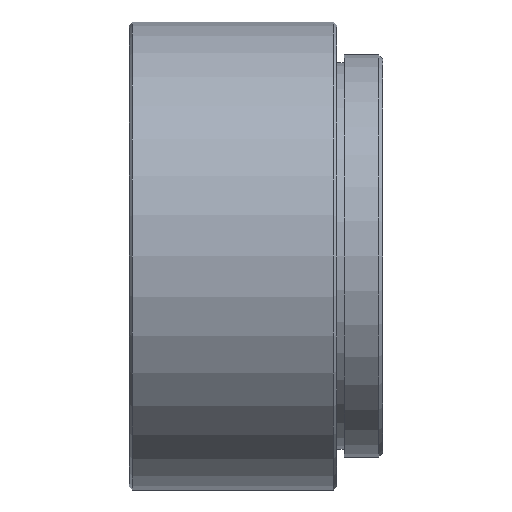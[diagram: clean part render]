
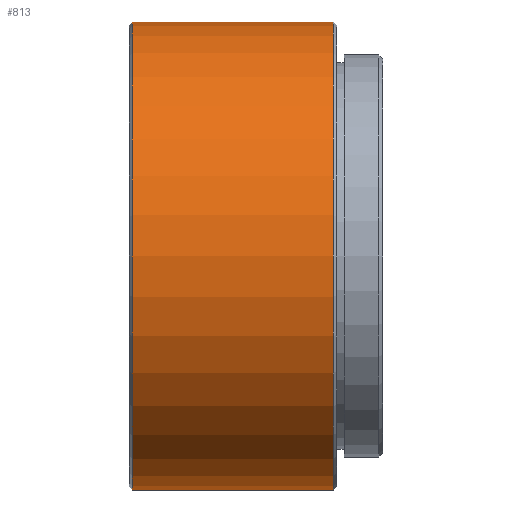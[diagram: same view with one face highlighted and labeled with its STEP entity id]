
A CAD part, front view. The second image highlights one B-rep face of the part: STEP entity #813.
In plain terms, the highlighted cylindrical face has radius 15.25 mm (diameter 30.5 mm), a partial arc.
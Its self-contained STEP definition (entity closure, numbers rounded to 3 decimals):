
#48 = CIRCLE ( 'NONE', #1620, 15.25 ) ;
#67 = VERTEX_POINT ( 'NONE', #432 ) ;
#73 = CARTESIAN_POINT ( 'NONE',  ( 3.526, -20.109, -15.25 ) ) ;
#82 = DIRECTION ( 'NONE',  ( -1., 0., 0. ) ) ;
#103 = ORIENTED_EDGE ( 'NONE', *, *, #550, .T. ) ;
#105 = VERTEX_POINT ( 'NONE', #1190 ) ;
#231 = VERTEX_POINT ( 'NONE', #964 ) ;
#247 = DIRECTION ( 'NONE',  ( 1., 0., 0. ) ) ;
#293 = CYLINDRICAL_SURFACE ( 'NONE', #1356, 15.25 ) ;
#381 = CIRCLE ( 'NONE', #758, 15.25 ) ;
#432 = CARTESIAN_POINT ( 'NONE',  ( -9.774, -20.109, -15.25 ) ) ;
#465 = LINE ( 'NONE', #73, #576 ) ;
#513 = CARTESIAN_POINT ( 'NONE',  ( -9.774, -20.109, 0. ) ) ;
#533 = ORIENTED_EDGE ( 'NONE', *, *, #1483, .T. ) ;
#550 = EDGE_CURVE ( 'NONE', #105, #1021, #48, .T. ) ;
#576 = VECTOR ( 'NONE', #82, 1000. ) ;
#688 = ORIENTED_EDGE ( 'NONE', *, *, #1068, .T. ) ;
#703 = DIRECTION ( 'NONE',  ( 0., 0., 1. ) ) ;
#717 = VECTOR ( 'NONE', #1618, 1000. ) ;
#758 = AXIS2_PLACEMENT_3D ( 'NONE', #513, #247, #877 ) ;
#813 = ADVANCED_FACE ( 'NONE', ( #1371 ), #293, .T. ) ;
#835 = CARTESIAN_POINT ( 'NONE',  ( 3.526, -20.109, 0. ) ) ;
#877 = DIRECTION ( 'NONE',  ( 0., 0., 1. ) ) ;
#906 = CARTESIAN_POINT ( 'NONE',  ( 3.326, -20.109, 0. ) ) ;
#964 = CARTESIAN_POINT ( 'NONE',  ( -9.774, -20.109, 15.25 ) ) ;
#1021 = VERTEX_POINT ( 'NONE', #1514 ) ;
#1044 = DIRECTION ( 'NONE',  ( -1., 0., 0. ) ) ;
#1068 = EDGE_CURVE ( 'NONE', #231, #67, #381, .T. ) ;
#1084 = DIRECTION ( 'NONE',  ( -1., 0., 0. ) ) ;
#1126 = CARTESIAN_POINT ( 'NONE',  ( 3.526, -20.109, 15.25 ) ) ;
#1156 = DIRECTION ( 'NONE',  ( 0., 0., -1. ) ) ;
#1190 = CARTESIAN_POINT ( 'NONE',  ( 3.326, -20.109, -15.25 ) ) ;
#1310 = LINE ( 'NONE', #1126, #717 ) ;
#1356 = AXIS2_PLACEMENT_3D ( 'NONE', #835, #1084, #703 ) ;
#1371 = FACE_OUTER_BOUND ( 'NONE', #1443, .T. ) ;
#1383 = EDGE_CURVE ( 'NONE', #105, #67, #465, .T. ) ;
#1426 = ORIENTED_EDGE ( 'NONE', *, *, #1383, .F. ) ;
#1443 = EDGE_LOOP ( 'NONE', ( #1426, #103, #533, #688 ) ) ;
#1483 = EDGE_CURVE ( 'NONE', #1021, #231, #1310, .T. ) ;
#1514 = CARTESIAN_POINT ( 'NONE',  ( 3.326, -20.109, 15.25 ) ) ;
#1618 = DIRECTION ( 'NONE',  ( -1., 0., 0. ) ) ;
#1620 = AXIS2_PLACEMENT_3D ( 'NONE', #906, #1044, #1156 ) ;
